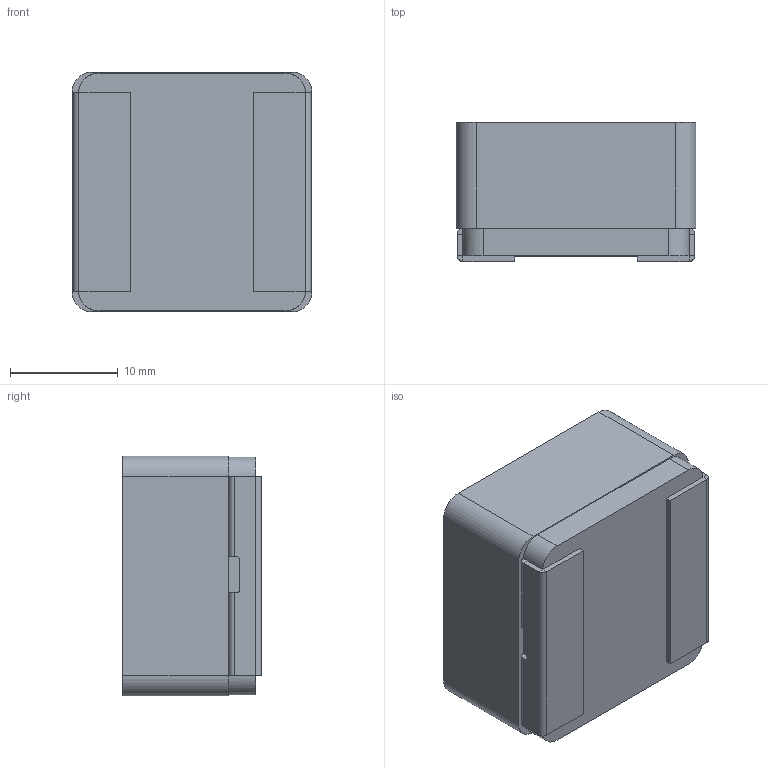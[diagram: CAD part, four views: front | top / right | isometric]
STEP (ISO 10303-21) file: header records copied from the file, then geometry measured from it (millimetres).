
FILE_DESCRIPTION (( 'STEP AP214' ), '1' );
FILE_NAME ('IHLP8787MZ.STEP', '2014-08-20T20:53:12', ( '' ), ( '' ), 'SwSTEP 2.0', 'SolidWorks 2014', '' );
FILE_SCHEMA (( 'AUTOMOTIVE_DESIGN' ));
Length unit declared in the file: inch
Products named in the file (1): IHLP8787MZ
Bounding box: 22.26 x 12.88 x 22.26 mm (x, y, z)
Volume: 6149.8 mm3; surface area: 2117.4 mm2
Topology: 1 solids, 1 shells, 73 faces, 186 edges, 116 vertices
Faces by surface type: plane 47, cylinder 26
Entity records: 3221 total; most frequent: CARTESIAN_POINT 460, ORIENTED_EDGE 372, DIRECTION 366, EDGE_CURVE 186, VECTOR 130, LINE 130, AXIS2_PLACEMENT_3D 118, VERTEX_POINT 116
